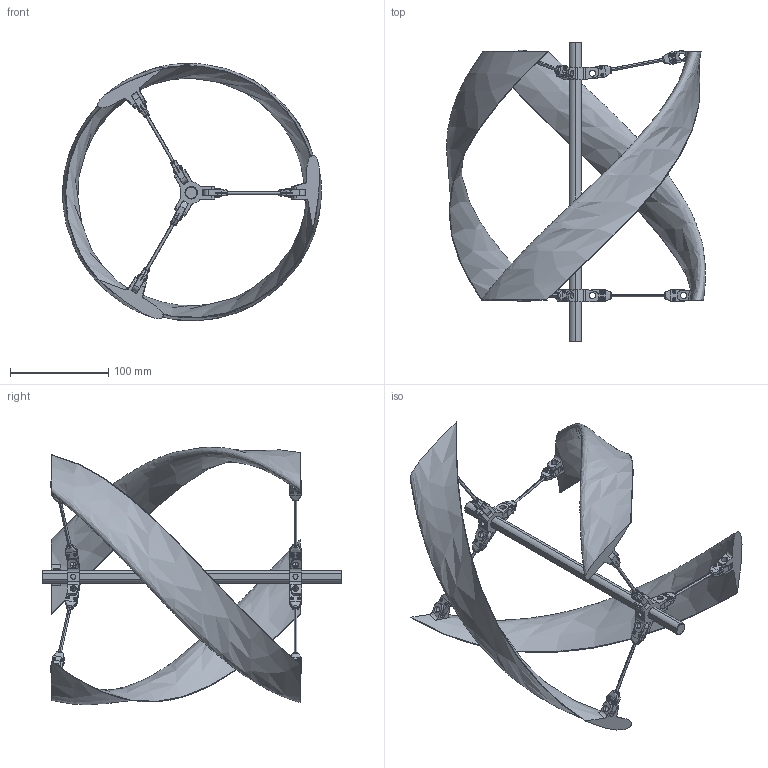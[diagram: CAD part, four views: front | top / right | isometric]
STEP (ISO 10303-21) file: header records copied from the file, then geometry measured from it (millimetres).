
FILE_DESCRIPTION (( 'STEP AP214' ), '1' );
FILE_NAME ('Concept VAWT.STEP', '2023-03-29T18:39:57', ( '' ), ( '' ), 'SwSTEP 2.0', 'SolidWorks 2022', '' );
FILE_SCHEMA (( 'AUTOMOTIVE_DESIGN' ));
Length unit declared in the file: inch
Products named in the file (7): socket button head cap screw_ai_SBHCSCREW 0.112-40x0.25-HX-C; Concept VAWT Clevis; Concept VAWT Blade - NACA 0018; Concept VAWT Spindle; Concept VAWT Hub; McMaster 8632T7 - D-Profile Rotary Shaft_8632T7; Concept VAWT
Assembly tree (48 placements, depth 2):
  Concept VAWT
    Concept VAWT Hub  x2
    Concept VAWT Clevis  x12
    Concept VAWT Spindle  x6
    Concept VAWT Blade - NACA 0018  x3
    socket button head cap screw_ai_SBHCSCREW 0.112-40x0.25-HX-C  x24
    McMaster 8632T7 - D-Profile Rotary Shaft_8632T7
Bounding box: 263.06 x 304.8 x 261.6 mm (x, y, z)
Volume: 604652.6 mm3; surface area: 180070.9 mm2
Topology: 48 solids, 48 shells, 1431 faces, 3629 edges, 2294 vertices
Faces by surface type: plane 633, cylinder 435, bspline 213, cone 102, sphere 48
Entity records: 8454 total; most frequent: CARTESIAN_POINT 2947, DIRECTION 1038, ORIENTED_EDGE 1034, EDGE_CURVE 517, AXIS2_PLACEMENT_3D 390, VERTEX_POINT 337, VECTOR 258, LINE 258
